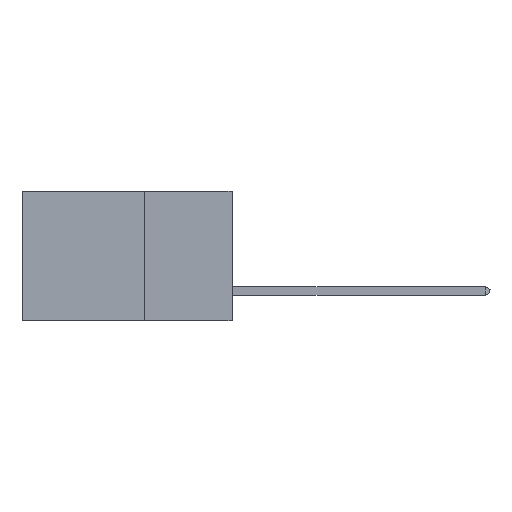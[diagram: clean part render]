
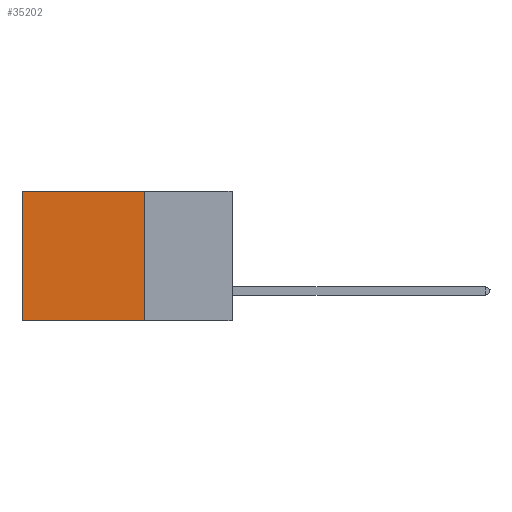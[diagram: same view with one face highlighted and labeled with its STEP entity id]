
A CAD part, left-side view. The second image highlights one B-rep face of the part: STEP entity #35202.
In plain terms, the highlighted planar face has unit normal (-1, 0, 0).
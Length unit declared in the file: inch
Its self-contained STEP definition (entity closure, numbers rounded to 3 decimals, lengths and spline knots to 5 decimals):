
#16 = VECTOR ( 'NONE', #18638, 39.37008 ) ;
#210 = LINE ( 'NONE', #35148, #48019 ) ;
#403 = CARTESIAN_POINT ( 'NONE',  ( 0.2875, 0.25, -0.37 ) ) ;
#4480 = ORIENTED_EDGE ( 'NONE', *, *, #12311, .T. ) ;
#6773 = CARTESIAN_POINT ( 'NONE',  ( 0.2875, 0.6, 0. ) ) ;
#7762 = CARTESIAN_POINT ( 'NONE',  ( 0.2875, 0.6, -0.37 ) ) ;
#7946 = CARTESIAN_POINT ( 'NONE',  ( 0.2875, 0.25, 0. ) ) ;
#8146 = LINE ( 'NONE', #37209, #47602 ) ;
#8311 = EDGE_CURVE ( 'NONE', #17790, #16339, #10190, .T. ) ;
#9702 = AXIS2_PLACEMENT_3D ( 'NONE', #7946, #19011, #34680 ) ;
#10178 = ORIENTED_EDGE ( 'NONE', *, *, #41658, .F. ) ;
#10190 = LINE ( 'NONE', #41484, #16 ) ;
#11280 = DIRECTION ( 'NONE',  ( 0., 1., 0. ) ) ;
#12311 = EDGE_CURVE ( 'NONE', #16339, #16537, #8146, .T. ) ;
#14281 = LINE ( 'NONE', #403, #19668 ) ;
#16339 = VERTEX_POINT ( 'NONE', #6773 ) ;
#16537 = VERTEX_POINT ( 'NONE', #7762 ) ;
#17790 = VERTEX_POINT ( 'NONE', #26890 ) ;
#18638 = DIRECTION ( 'NONE',  ( 0., 1., 0. ) ) ;
#19011 = DIRECTION ( 'NONE',  ( 1., 0., 0. ) ) ;
#19668 = VECTOR ( 'NONE', #11280, 39.37008 ) ;
#26890 = CARTESIAN_POINT ( 'NONE',  ( 0.2875, 0.25, 0. ) ) ;
#27493 = DIRECTION ( 'NONE',  ( 0., 0., -1. ) ) ;
#28220 = DIRECTION ( 'NONE',  ( 0., 0., -1. ) ) ;
#28984 = FACE_OUTER_BOUND ( 'NONE', #35508, .T. ) ;
#33291 = ORIENTED_EDGE ( 'NONE', *, *, #45046, .F. ) ;
#34680 = DIRECTION ( 'NONE',  ( 0., 0., -1. ) ) ;
#35148 = CARTESIAN_POINT ( 'NONE',  ( 0.2875, 0.25, 0. ) ) ;
#35202 = ADVANCED_FACE ( 'NONE', ( #28984 ), #41873, .F. ) ;
#35489 = VERTEX_POINT ( 'NONE', #43700 ) ;
#35508 = EDGE_LOOP ( 'NONE', ( #4480, #33291, #10178, #42753 ) ) ;
#37209 = CARTESIAN_POINT ( 'NONE',  ( 0.2875, 0.6, 0. ) ) ;
#41484 = CARTESIAN_POINT ( 'NONE',  ( 0.2875, 0.25, 0. ) ) ;
#41658 = EDGE_CURVE ( 'NONE', #17790, #35489, #210, .T. ) ;
#41873 = PLANE ( 'NONE',  #9702 ) ;
#42753 = ORIENTED_EDGE ( 'NONE', *, *, #8311, .T. ) ;
#43700 = CARTESIAN_POINT ( 'NONE',  ( 0.2875, 0.25, -0.37 ) ) ;
#45046 = EDGE_CURVE ( 'NONE', #35489, #16537, #14281, .T. ) ;
#47602 = VECTOR ( 'NONE', #28220, 39.37008 ) ;
#48019 = VECTOR ( 'NONE', #27493, 39.37008 ) ;
